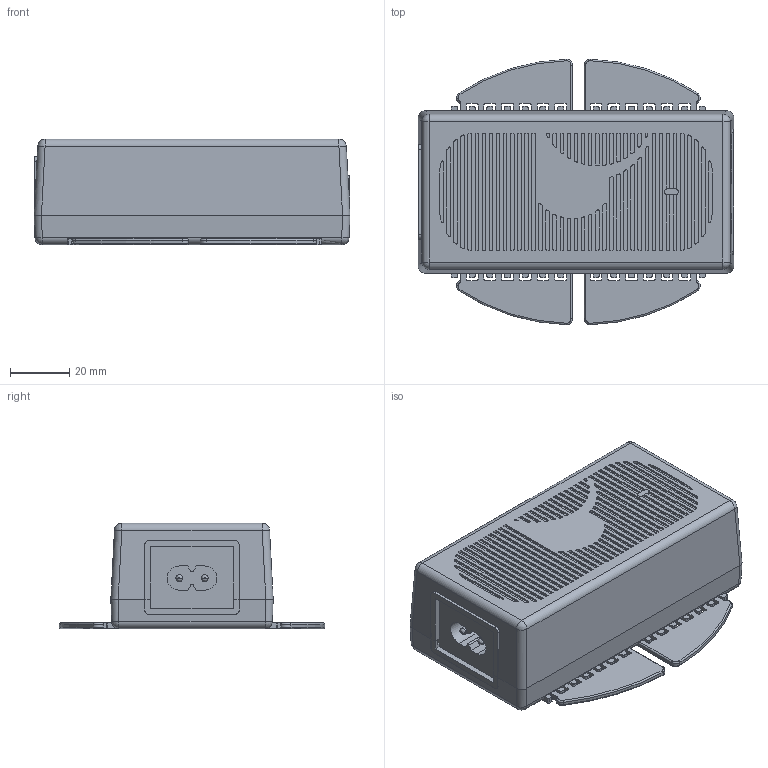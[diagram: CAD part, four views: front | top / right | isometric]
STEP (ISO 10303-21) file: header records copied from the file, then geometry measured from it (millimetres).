
FILE_DESCRIPTION((''),'2;1');
FILE_NAME('GT-96180-T2_ASM','2022-07-28T14:48:50',('rd05'),(''),'CREO PARAMETRIC BY PTC INC, 2018050','CREO PARAMETRIC BY PTC INC, 2018050','');
FILE_SCHEMA(('CONFIG_CONTROL_DESIGN','GEOMETRIC_VALIDATION_PROPERTIES_MIM'));
Length unit declared in the file: millimetre
Products named in the file (13): TOP_14; BOTTOM_11; PCB_5; DATA_4; HS1_5; SUBBOARD_4; LED_4; PCB_ASSY_ASM_7_ASM; AC-2PIN_8; LED-LENS_2; POE18-36W_1; 1548_ASM_21_ASM; GT-96180-T2_ASM
Assembly tree (14 placements, depth 4):
  GT-96180-T2_ASM
    1548_ASM_21_ASM
      TOP_14
      BOTTOM_11
      PCB_ASSY_ASM_7_ASM
        PCB_5
        DATA_4  x2
        HS1_5
        SUBBOARD_4
        LED_4
      AC-2PIN_8
      LED-LENS_2
      POE18-36W_1  x2
Bounding box: 107 x 89.94 x 35.7 mm (x, y, z)
Volume: 75235.5 mm3; surface area: 70451.9 mm2
Topology: 10 solids, 10 shells, 1745 faces, 4839 edges, 3188 vertices
Faces by surface type: plane 1189, cylinder 488, torus 24, cone 18, sphere 16, bspline 10
Entity records: 57216 total; most frequent: CARTESIAN_POINT 10545, ORIENTED_EDGE 9622, DIRECTION 9379, EDGE_CURVE 4811, VECTOR 3595, LINE 3595, VERTEX_POINT 3180, AXIS2_PLACEMENT_3D 2892
